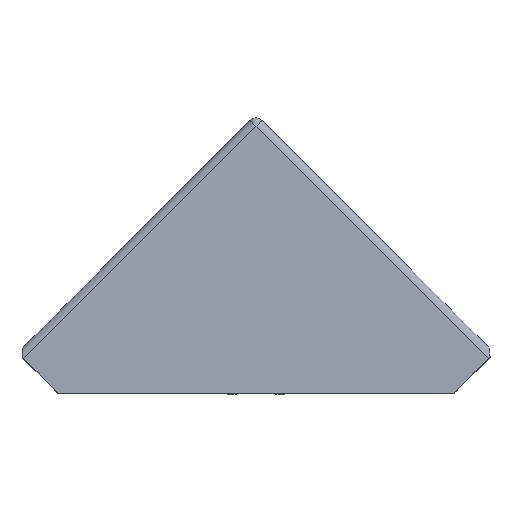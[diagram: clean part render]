
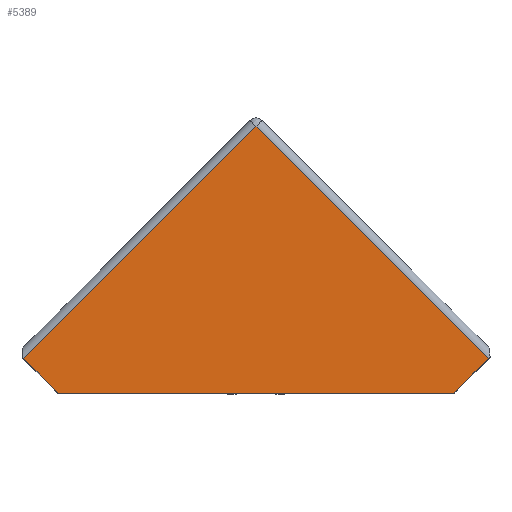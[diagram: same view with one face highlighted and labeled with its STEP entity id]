
A CAD part, top view. The second image highlights one B-rep face of the part: STEP entity #5389.
In plain terms, the highlighted planar face has unit normal (0, 0.009, 1).
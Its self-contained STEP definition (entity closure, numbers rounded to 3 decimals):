
#100 = EDGE_CURVE ( 'NONE', #5305, #2668, #4018, .T. ) ;
#404 = CARTESIAN_POINT ( 'NONE',  ( -26.874, 4.013, 19.965 ) ) ;
#481 = DIRECTION ( 'NONE',  ( 1., 0., 0. ) ) ;
#869 = CARTESIAN_POINT ( 'NONE',  ( 0., 30.887, 19.73 ) ) ;
#909 = CARTESIAN_POINT ( 'NONE',  ( -22.862, 0., 20. ) ) ;
#1120 = CARTESIAN_POINT ( 'NONE',  ( 0., 30.887, 19.73 ) ) ;
#1289 = DIRECTION ( 'NONE',  ( 0.707, -0.707, 0.006 ) ) ;
#1469 = VERTEX_POINT ( 'NONE', #3478 ) ;
#1479 = DIRECTION ( 'NONE',  ( -0.707, 0.707, -0.006 ) ) ;
#1589 = ORIENTED_EDGE ( 'NONE', *, *, #100, .T. ) ;
#1601 = EDGE_CURVE ( 'NONE', #2668, #1469, #2536, .T. ) ;
#1721 = LINE ( 'NONE', #404, #4780 ) ;
#1822 = VERTEX_POINT ( 'NONE', #2591 ) ;
#1994 = PLANE ( 'NONE',  #5062 ) ;
#2038 = ORIENTED_EDGE ( 'NONE', *, *, #1601, .T. ) ;
#2042 = VECTOR ( 'NONE', #1479, 1000. ) ;
#2180 = EDGE_CURVE ( 'NONE', #1469, #4556, #5429, .T. ) ;
#2182 = DIRECTION ( 'NONE',  ( -0.707, -0.707, 0.006 ) ) ;
#2425 = FACE_OUTER_BOUND ( 'NONE', #3729, .T. ) ;
#2450 = DIRECTION ( 'NONE',  ( 0., 0.009, 1. ) ) ;
#2536 = LINE ( 'NONE', #4281, #5045 ) ;
#2591 = CARTESIAN_POINT ( 'NONE',  ( -26.874, 4.013, 19.965 ) ) ;
#2662 = EDGE_CURVE ( 'NONE', #1822, #5305, #1721, .T. ) ;
#2668 = VERTEX_POINT ( 'NONE', #3450 ) ;
#2868 = DIRECTION ( 'NONE',  ( 0., -1., 0.009 ) ) ;
#3003 = VECTOR ( 'NONE', #481, 1000. ) ;
#3374 = DIRECTION ( 'NONE',  ( 0.707, 0.707, -0.006 ) ) ;
#3450 = CARTESIAN_POINT ( 'NONE',  ( 22.862, 0., 20. ) ) ;
#3478 = CARTESIAN_POINT ( 'NONE',  ( 26.874, 4.013, 19.965 ) ) ;
#3729 = EDGE_LOOP ( 'NONE', ( #4669, #1589, #2038, #5086, #4972 ) ) ;
#3760 = CARTESIAN_POINT ( 'NONE',  ( -22.862, 0., 20. ) ) ;
#3947 = VECTOR ( 'NONE', #2182, 1000. ) ;
#4018 = LINE ( 'NONE', #909, #3003 ) ;
#4273 = EDGE_CURVE ( 'NONE', #4556, #1822, #4782, .T. ) ;
#4281 = CARTESIAN_POINT ( 'NONE',  ( 22.862, 0., 20. ) ) ;
#4455 = CARTESIAN_POINT ( 'NONE',  ( 26.874, 4.013, 19.965 ) ) ;
#4556 = VERTEX_POINT ( 'NONE', #1120 ) ;
#4669 = ORIENTED_EDGE ( 'NONE', *, *, #2662, .T. ) ;
#4717 = CARTESIAN_POINT ( 'NONE',  ( -22.862, 0., 20. ) ) ;
#4780 = VECTOR ( 'NONE', #1289, 1000. ) ;
#4782 = LINE ( 'NONE', #869, #3947 ) ;
#4972 = ORIENTED_EDGE ( 'NONE', *, *, #4273, .T. ) ;
#5045 = VECTOR ( 'NONE', #3374, 1000. ) ;
#5062 = AXIS2_PLACEMENT_3D ( 'NONE', #3760, #2450, #2868 ) ;
#5086 = ORIENTED_EDGE ( 'NONE', *, *, #2180, .T. ) ;
#5305 = VERTEX_POINT ( 'NONE', #4717 ) ;
#5389 = ADVANCED_FACE ( 'NONE', ( #2425 ), #1994, .T. ) ;
#5429 = LINE ( 'NONE', #4455, #2042 ) ;
